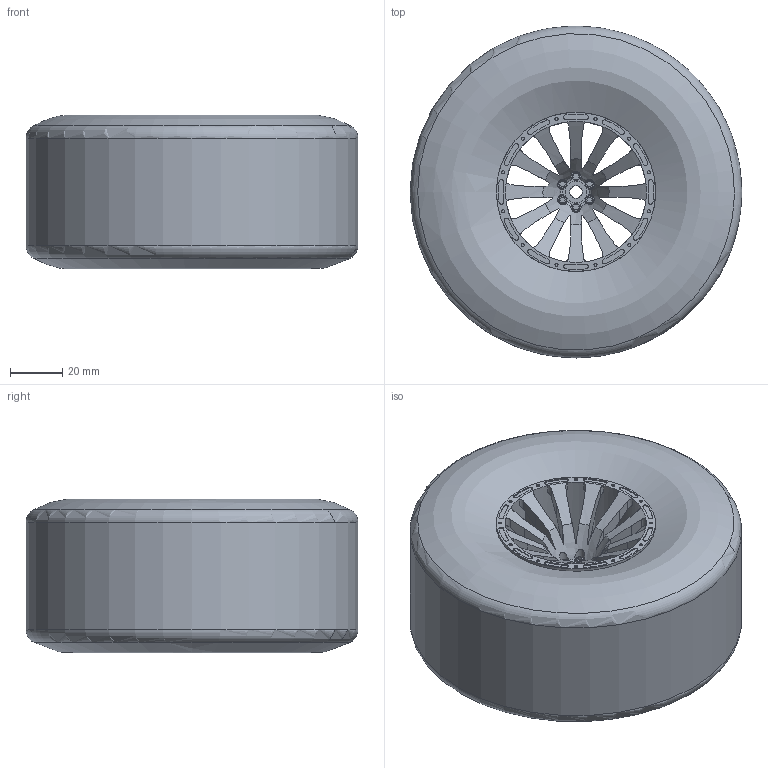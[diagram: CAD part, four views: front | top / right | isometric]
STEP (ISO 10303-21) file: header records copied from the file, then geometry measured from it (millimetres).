
FILE_DESCRIPTION( ( '' ), ' ' );
FILE_NAME( '5ed5ad41493f810f8bce36b5.step', '2020-06-02T01:37:06', ( '' ), ( '' ), ' ', ' ', ' ' );
FILE_SCHEMA( ( 'AUTOMOTIVE_DESIGN { 1 0 10303 214 1 1 1 1 }' ) );
Length unit declared in the file: metre
Products named in the file (3): Assem1; Tire; Wheel
Assembly tree (2 placements, depth 2):
  Assem1
    Tire
    Wheel
Bounding box: 127 x 127 x 58.91 mm (x, y, z)
Volume: 286668.8 mm3; surface area: 101480.3 mm2
Topology: 2 solids, 2 shells, 360 faces, 1009 edges, 676 vertices
Faces by surface type: plane 168, cylinder 153, cone 31, revolution 4, torus 4
Full cylindrical faces by diameter (mm): 1.197 x12, 2.54 x2, 2.936 x6, 4.699 x1, 8.2 x1, 53.975 x1, 55.73 x2, 55.774 x3, 60.96 x4, 104.851 x1, 127 x1
Entity records: 13415 total; most frequent: CARTESIAN_POINT 4529, ORIENTED_EDGE 1910, DIRECTION 1684, EDGE_CURVE 955, VERTEX_POINT 667, AXIS2_PLACEMENT_3D 662, EDGE_LOOP 460, FACE_OUTER_BOUND 402
